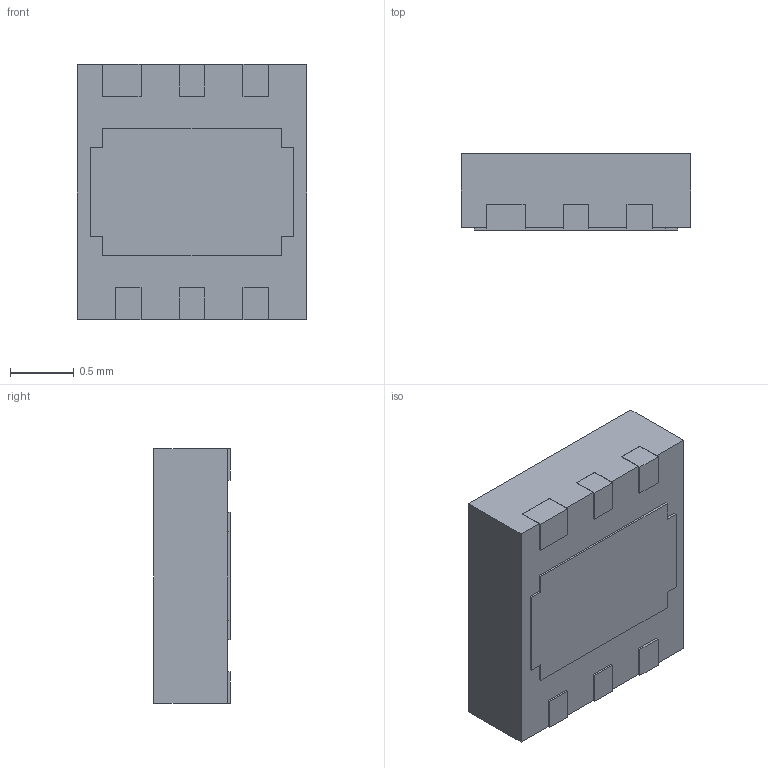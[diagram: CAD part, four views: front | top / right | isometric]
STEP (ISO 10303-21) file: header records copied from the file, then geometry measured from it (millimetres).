
FILE_DESCRIPTION (( 'STEP AP214' ), '1' );
FILE_NAME ('XC6220B331ER-G.STEP', '2025-03-07T06:25:26', ( '' ), ( '' ), 'SwSTEP 2.0', 'SolidWorks 2020', '' );
FILE_SCHEMA (( 'AUTOMOTIVE_DESIGN' ));
Length unit declared in the file: millimetre
Products named in the file (1): XC6220B331ER-G
Bounding box: 1.8 x 0.6 x 2 mm (x, y, z)
Volume: 2.1 mm3; surface area: 11.8 mm2
Topology: 1 solids, 1 shells, 58 faces, 162 edges, 108 vertices
Faces by surface type: plane 56, cylinder 2
Entity records: 2502 total; most frequent: CARTESIAN_POINT 329, ORIENTED_EDGE 324, DIRECTION 284, EDGE_CURVE 162, LINE 158, VECTOR 158, VERTEX_POINT 108, AXIS2_PLACEMENT_3D 63
